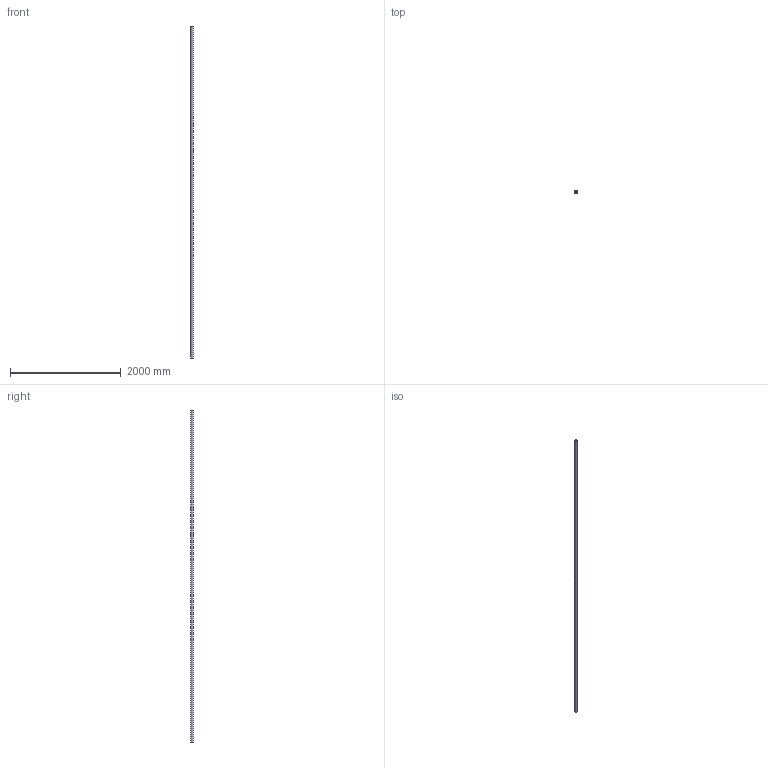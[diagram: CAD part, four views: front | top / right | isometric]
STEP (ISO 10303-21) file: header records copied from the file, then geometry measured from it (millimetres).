
FILE_DESCRIPTION (( 'STEP AP203' ), '1' );
FILE_NAME ('55150-240.step', '2024-04-29T09:29:23', ( '' ), ( '' ), 'SwSTEP 2.0', 'SolidWorks 2018', '' );
FILE_SCHEMA (( 'CONFIG_CONTROL_DESIGN' ));
Length unit declared in the file: millimetre
Products named in the file (1): 55150-240
Bounding box: 48.3 x 48.3 x 6000 mm (x, y, z)
Volume: 2158273.9 mm3; surface area: 1727345.8 mm2
Topology: 1 solids, 1 shells, 267 faces, 723 edges, 482 vertices
Faces by surface type: plane 125, bspline 116, cylinder 26
Full cylindrical faces by diameter (mm): 43.3 x1, 48.3 x1
Entity records: 12807 total; most frequent: CARTESIAN_POINT 6762, ORIENTED_EDGE 1442, DIRECTION 881, EDGE_CURVE 721, VERTEX_POINT 482, LINE 353, VECTOR 353, EDGE_LOOP 295
